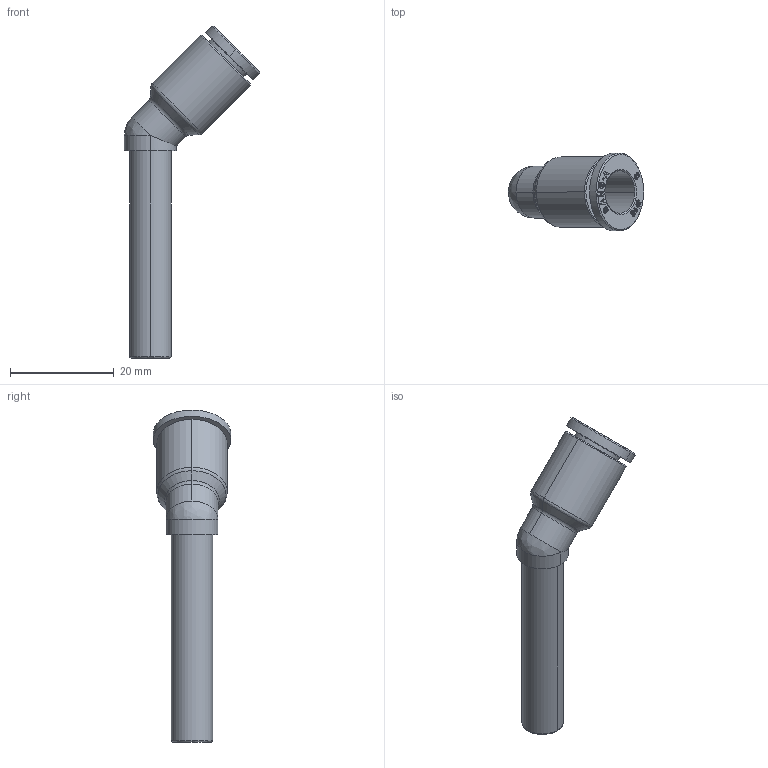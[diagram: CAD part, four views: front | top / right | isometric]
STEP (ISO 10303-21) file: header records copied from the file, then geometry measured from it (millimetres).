
FILE_DESCRIPTION (( 'STEP AP214' ), '1' );
FILE_NAME ('PLLJ45-08.STEP', '2015-11-03T08:07:04', ( '' ), ( '' ), 'SwSTEP 2.0', 'SolidWorks 2015', '' );
FILE_SCHEMA (( 'AUTOMOTIVE_DESIGN' ));
Length unit declared in the file: millimetre
Products named in the file (2): ｦ+ﾃｦ1; PLLJ45-08
Assembly tree (1 placements, depth 2):
  PLLJ45-08
    ｦ+ﾃｦ1
Bounding box: 26.11 x 15 x 64.11 mm (x, y, z)
Volume: 4272.5 mm3; surface area: 2888.5 mm2
Topology: 1 solids, 1 shells, 404 faces, 1132 edges, 749 vertices
Faces by surface type: plane 339, bspline 35, cylinder 20, cone 8, torus 2
Entity records: 13963 total; most frequent: CARTESIAN_POINT 3533, ORIENTED_EDGE 2262, DIRECTION 1855, EDGE_CURVE 1131, VECTOR 993, LINE 993, VERTEX_POINT 749, AXIS2_PLACEMENT_3D 431
